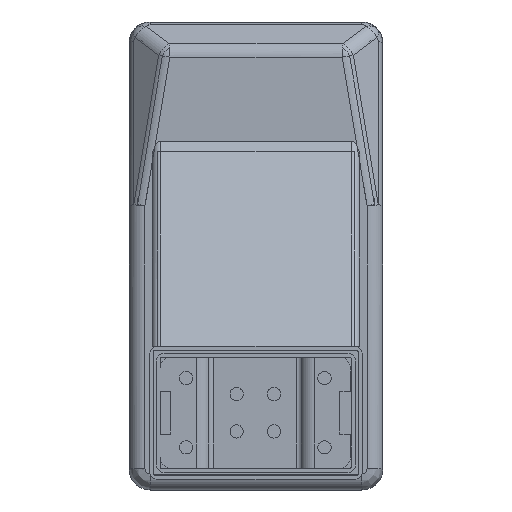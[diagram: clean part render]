
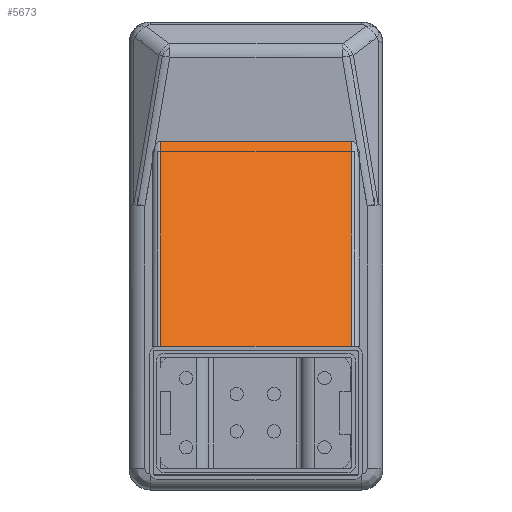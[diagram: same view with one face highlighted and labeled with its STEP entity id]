
A CAD part, front view. The second image highlights one B-rep face of the part: STEP entity #5673.
In plain terms, the highlighted planar face has unit normal (0, -0.844, 0.536).
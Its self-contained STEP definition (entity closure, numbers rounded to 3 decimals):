
#501=CARTESIAN_POINT('',(86.,-46.,-1358.));
#506=DIRECTION('',(-1.,0.,0.));
#507=VECTOR('',#506,72.);
#508=CARTESIAN_POINT('',(86.,-46.,-1358.));
#509=LINE('',#508,#507);
#628=CARTESIAN_POINT('',(86.,-94.9,-1435.));
#633=DIRECTION('',(0.,0.536,0.844));
#634=VECTOR('',#633,91.215);
#635=CARTESIAN_POINT('',(86.,-94.9,-1435.));
#636=LINE('',#635,#634);
#2033=DIRECTION('',(0.,-0.536,-0.844));
#2034=VECTOR('',#2033,91.215);
#2035=CARTESIAN_POINT('',(14.,-46.,-1358.));
#2036=LINE('',#2035,#2034);
#2041=DIRECTION('',(-1.,0.,0.));
#2042=VECTOR('',#2041,72.);
#2043=CARTESIAN_POINT('',(86.,-94.9,-1435.));
#2044=LINE('',#2043,#2042);
#2733=VERTEX_POINT('',#501);
#2735=CARTESIAN_POINT('',(14.,-46.,-1358.));
#2736=VERTEX_POINT('',#2735);
#2792=VERTEX_POINT('',#628);
#2793=CARTESIAN_POINT('',(14.,-94.9,-1435.));
#2794=VERTEX_POINT('',#2793);
#5662=CARTESIAN_POINT('',(89.,-94.9,-1435.));
#5663=DIRECTION('',(0.,0.844,-0.536));
#5664=DIRECTION('',(0.,-0.536,-0.844));
#5665=AXIS2_PLACEMENT_3D('',#5662,#5663,#5664);
#5666=PLANE('',#5665);
#5667=ORIENTED_EDGE('',*,*,#3534,.T.);
#5668=ORIENTED_EDGE('',*,*,#5645,.F.);
#5669=ORIENTED_EDGE('',*,*,#3389,.F.);
#5670=ORIENTED_EDGE('',*,*,#3493,.F.);
#5671=EDGE_LOOP('',(#5667,#5668,#5669,#5670));
#5672=FACE_OUTER_BOUND('',#5671,.F.);
#5673=ADVANCED_FACE('',(#5672),#5666,.F.);
#3389=EDGE_CURVE('',#2733,#2736,#509,.T.);
#3493=EDGE_CURVE('',#2792,#2733,#636,.T.);
#3534=EDGE_CURVE('',#2792,#2794,#2044,.T.);
#5645=EDGE_CURVE('',#2736,#2794,#2036,.T.);
